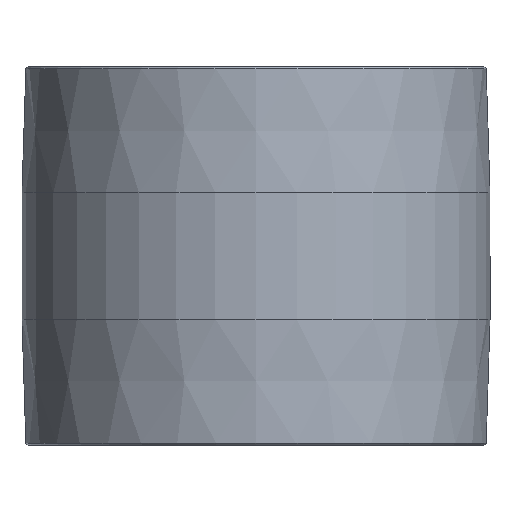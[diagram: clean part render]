
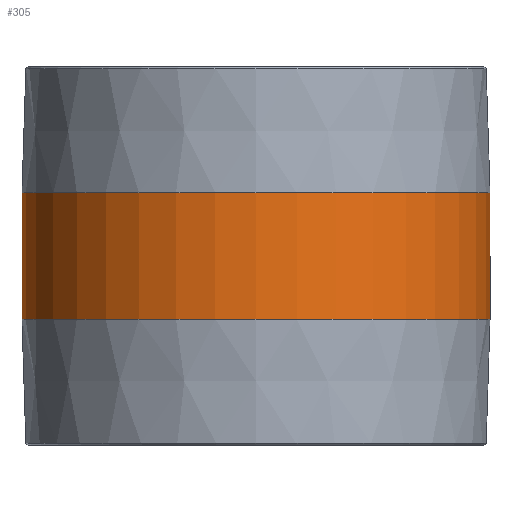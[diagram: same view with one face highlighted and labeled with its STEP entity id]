
A CAD part, front view. The second image highlights one B-rep face of the part: STEP entity #305.
In plain terms, the highlighted cylindrical face has radius 70.612 mm (diameter 141.224 mm), a partial arc.
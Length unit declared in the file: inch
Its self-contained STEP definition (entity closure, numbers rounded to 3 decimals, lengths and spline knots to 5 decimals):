
#2 = FACE_OUTER_BOUND ( 'NONE', #426, .T. ) ;
#6 = VECTOR ( 'NONE', #418, 39.37008 ) ;
#34 = VERTEX_POINT ( 'NONE', #430 ) ;
#44 = ORIENTED_EDGE ( 'NONE', *, *, #444, .T. ) ;
#45 = DIRECTION ( 'NONE',  ( 0., 0., -1. ) ) ;
#110 = CARTESIAN_POINT ( 'NONE',  ( 2.78, 0., 4.5 ) ) ;
#117 = CARTESIAN_POINT ( 'NONE',  ( 2.78, 0., 1.5 ) ) ;
#123 = VERTEX_POINT ( 'NONE', #327 ) ;
#136 = LINE ( 'NONE', #502, #6 ) ;
#140 = VERTEX_POINT ( 'NONE', #117 ) ;
#147 = ORIENTED_EDGE ( 'NONE', *, *, #296, .T. ) ;
#186 = ORIENTED_EDGE ( 'NONE', *, *, #196, .F. ) ;
#196 = EDGE_CURVE ( 'NONE', #140, #34, #315, .T. ) ;
#228 = ORIENTED_EDGE ( 'NONE', *, *, #451, .F. ) ;
#252 = AXIS2_PLACEMENT_3D ( 'NONE', #383, #45, #386 ) ;
#265 = CYLINDRICAL_SURFACE ( 'NONE', #252, 2.78 ) ;
#280 = LINE ( 'NONE', #110, #524 ) ;
#296 = EDGE_CURVE ( 'NONE', #123, #34, #136, .T. ) ;
#305 = ADVANCED_FACE ( 'NONE', ( #2 ), #265, .T. ) ;
#307 = VERTEX_POINT ( 'NONE', #510 ) ;
#315 = CIRCLE ( 'NONE', #449, 2.78 ) ;
#327 = CARTESIAN_POINT ( 'NONE',  ( -2.78, 0., 3. ) ) ;
#354 = DIRECTION ( 'NONE',  ( 0., 0., -1. ) ) ;
#383 = CARTESIAN_POINT ( 'NONE',  ( 0., 0., 4.5 ) ) ;
#386 = DIRECTION ( 'NONE',  ( -1., 0., 0. ) ) ;
#389 = DIRECTION ( 'NONE',  ( 0., 0., -1. ) ) ;
#394 = DIRECTION ( 'NONE',  ( -1., 0., 0. ) ) ;
#404 = DIRECTION ( 'NONE',  ( 0., 0., -1. ) ) ;
#418 = DIRECTION ( 'NONE',  ( 0., 0., -1. ) ) ;
#426 = EDGE_LOOP ( 'NONE', ( #228, #44, #147, #186 ) ) ;
#430 = CARTESIAN_POINT ( 'NONE',  ( -2.78, 0., 1.5 ) ) ;
#444 = EDGE_CURVE ( 'NONE', #307, #123, #493, .T. ) ;
#449 = AXIS2_PLACEMENT_3D ( 'NONE', #552, #389, #458 ) ;
#451 = EDGE_CURVE ( 'NONE', #307, #140, #280, .T. ) ;
#458 = DIRECTION ( 'NONE',  ( -1., 0., 0. ) ) ;
#481 = CARTESIAN_POINT ( 'NONE',  ( 0., 0., 3. ) ) ;
#493 = CIRCLE ( 'NONE', #532, 2.78 ) ;
#502 = CARTESIAN_POINT ( 'NONE',  ( -2.78, 0., 4.5 ) ) ;
#510 = CARTESIAN_POINT ( 'NONE',  ( 2.78, 0., 3. ) ) ;
#524 = VECTOR ( 'NONE', #404, 39.37008 ) ;
#532 = AXIS2_PLACEMENT_3D ( 'NONE', #481, #354, #394 ) ;
#552 = CARTESIAN_POINT ( 'NONE',  ( 0., 0., 1.5 ) ) ;
